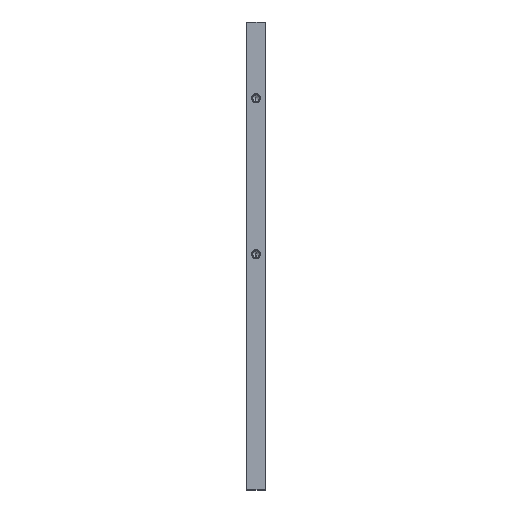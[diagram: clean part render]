
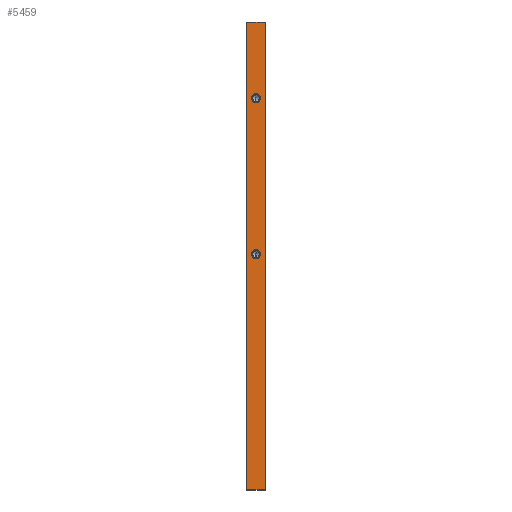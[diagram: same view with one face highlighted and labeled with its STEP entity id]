
A CAD part, left-side view. The second image highlights one B-rep face of the part: STEP entity #5459.
In plain terms, the highlighted planar face has unit normal (-1, 0, 0).
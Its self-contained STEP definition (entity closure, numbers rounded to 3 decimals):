
#20 = ORIENTED_EDGE ( 'NONE', *, *, #277, .F. ) ;
#101 = LINE ( 'NONE', #7138, #4124 ) ;
#277 = EDGE_CURVE ( 'NONE', #6598, #3986, #3365, .T. ) ;
#296 = DIRECTION ( 'NONE',  ( -1., 0., 0. ) ) ;
#361 = ORIENTED_EDGE ( 'NONE', *, *, #4882, .T. ) ;
#401 = VECTOR ( 'NONE', #1425, 1000. ) ;
#412 = ORIENTED_EDGE ( 'NONE', *, *, #1850, .F. ) ;
#449 = CARTESIAN_POINT ( 'NONE',  ( -150., 0., 100. ) ) ;
#485 = CARTESIAN_POINT ( 'NONE',  ( -150., 6., -48.825 ) ) ;
#605 = CIRCLE ( 'NONE', #4741, 2.9 ) ;
#692 = EDGE_CURVE ( 'NONE', #6893, #7123, #5336, .T. ) ;
#831 = CARTESIAN_POINT ( 'NONE',  ( -150., 12., 100. ) ) ;
#900 = CARTESIAN_POINT ( 'NONE',  ( -150., 6., 51.175 ) ) ;
#952 = AXIS2_PLACEMENT_3D ( 'NONE', #4571, #7448, #4083 ) ;
#1035 = EDGE_CURVE ( 'NONE', #7123, #6893, #2669, .T. ) ;
#1129 = DIRECTION ( 'NONE',  ( -1., 0., 0. ) ) ;
#1172 = EDGE_CURVE ( 'NONE', #5953, #6434, #101, .T. ) ;
#1265 = CARTESIAN_POINT ( 'NONE',  ( -150., 12., -200. ) ) ;
#1364 = DIRECTION ( 'NONE',  ( 0., 0., 1. ) ) ;
#1425 = DIRECTION ( 'NONE',  ( 0., 0., 1. ) ) ;
#1481 = CARTESIAN_POINT ( 'NONE',  ( -150., 6., 54.075 ) ) ;
#1527 = EDGE_CURVE ( 'NONE', #5169, #6434, #2239, .T. ) ;
#1681 = VECTOR ( 'NONE', #5638, 1000. ) ;
#1850 = EDGE_CURVE ( 'NONE', #3986, #6598, #605, .T. ) ;
#2004 = DIRECTION ( 'NONE',  ( 0., 0., 1. ) ) ;
#2160 = CARTESIAN_POINT ( 'NONE',  ( -150., 0., -200. ) ) ;
#2239 = LINE ( 'NONE', #5713, #1681 ) ;
#2297 = EDGE_LOOP ( 'NONE', ( #7000, #4604, #3970, #361 ) ) ;
#2669 = CIRCLE ( 'NONE', #3773, 2.9 ) ;
#3344 = ORIENTED_EDGE ( 'NONE', *, *, #1035, .F. ) ;
#3365 = CIRCLE ( 'NONE', #5330, 2.9 ) ;
#3533 = CARTESIAN_POINT ( 'NONE',  ( -150., 6., -51.725 ) ) ;
#3773 = AXIS2_PLACEMENT_3D ( 'NONE', #485, #1129, #6247 ) ;
#3810 = VECTOR ( 'NONE', #7116, 1000. ) ;
#3888 = CARTESIAN_POINT ( 'NONE',  ( -150., 12., 100. ) ) ;
#3970 = ORIENTED_EDGE ( 'NONE', *, *, #6101, .F. ) ;
#3971 = EDGE_LOOP ( 'NONE', ( #412, #20 ) ) ;
#3986 = VERTEX_POINT ( 'NONE', #1481 ) ;
#4083 = DIRECTION ( 'NONE',  ( 0., 0., 1. ) ) ;
#4124 = VECTOR ( 'NONE', #4302, 1000. ) ;
#4204 = DIRECTION ( 'NONE',  ( -1., 0., 0. ) ) ;
#4286 = CARTESIAN_POINT ( 'NONE',  ( -150., 6., 51.175 ) ) ;
#4302 = DIRECTION ( 'NONE',  ( 0., 0., 1. ) ) ;
#4564 = VERTEX_POINT ( 'NONE', #7131 ) ;
#4571 = CARTESIAN_POINT ( 'NONE',  ( -150., 6., -48.825 ) ) ;
#4604 = ORIENTED_EDGE ( 'NONE', *, *, #1527, .F. ) ;
#4701 = CARTESIAN_POINT ( 'NONE',  ( -150., 6., 48.275 ) ) ;
#4741 = AXIS2_PLACEMENT_3D ( 'NONE', #900, #296, #1364 ) ;
#4882 = EDGE_CURVE ( 'NONE', #4564, #5953, #6534, .T. ) ;
#5169 = VERTEX_POINT ( 'NONE', #7447 ) ;
#5330 = AXIS2_PLACEMENT_3D ( 'NONE', #4286, #4204, #2004 ) ;
#5336 = CIRCLE ( 'NONE', #952, 2.9 ) ;
#5459 = ADVANCED_FACE ( 'NONE', ( #6105, #7229, #6037 ), #7264, .F. ) ;
#5473 = DIRECTION ( 'NONE',  ( 0., 0., -1. ) ) ;
#5573 = DIRECTION ( 'NONE',  ( 1., 0., 0. ) ) ;
#5638 = DIRECTION ( 'NONE',  ( 0., -1., 0. ) ) ;
#5713 = CARTESIAN_POINT ( 'NONE',  ( -150., 12., 100. ) ) ;
#5836 = ORIENTED_EDGE ( 'NONE', *, *, #692, .F. ) ;
#5953 = VERTEX_POINT ( 'NONE', #2160 ) ;
#6037 = FACE_OUTER_BOUND ( 'NONE', #2297, .T. ) ;
#6101 = EDGE_CURVE ( 'NONE', #4564, #5169, #6624, .T. ) ;
#6105 = FACE_BOUND ( 'NONE', #3971, .T. ) ;
#6247 = DIRECTION ( 'NONE',  ( 0., 0., 1. ) ) ;
#6434 = VERTEX_POINT ( 'NONE', #449 ) ;
#6534 = LINE ( 'NONE', #1265, #3810 ) ;
#6598 = VERTEX_POINT ( 'NONE', #4701 ) ;
#6624 = LINE ( 'NONE', #3888, #401 ) ;
#6802 = CARTESIAN_POINT ( 'NONE',  ( -150., 6., -45.925 ) ) ;
#6893 = VERTEX_POINT ( 'NONE', #6802 ) ;
#7000 = ORIENTED_EDGE ( 'NONE', *, *, #1172, .T. ) ;
#7059 = EDGE_LOOP ( 'NONE', ( #5836, #3344 ) ) ;
#7116 = DIRECTION ( 'NONE',  ( 0., -1., 0. ) ) ;
#7123 = VERTEX_POINT ( 'NONE', #3533 ) ;
#7131 = CARTESIAN_POINT ( 'NONE',  ( -150., 12., -200. ) ) ;
#7138 = CARTESIAN_POINT ( 'NONE',  ( -150., 0., 100. ) ) ;
#7221 = AXIS2_PLACEMENT_3D ( 'NONE', #831, #5573, #5473 ) ;
#7229 = FACE_BOUND ( 'NONE', #7059, .T. ) ;
#7264 = PLANE ( 'NONE',  #7221 ) ;
#7447 = CARTESIAN_POINT ( 'NONE',  ( -150., 12., 100. ) ) ;
#7448 = DIRECTION ( 'NONE',  ( -1., 0., 0. ) ) ;
